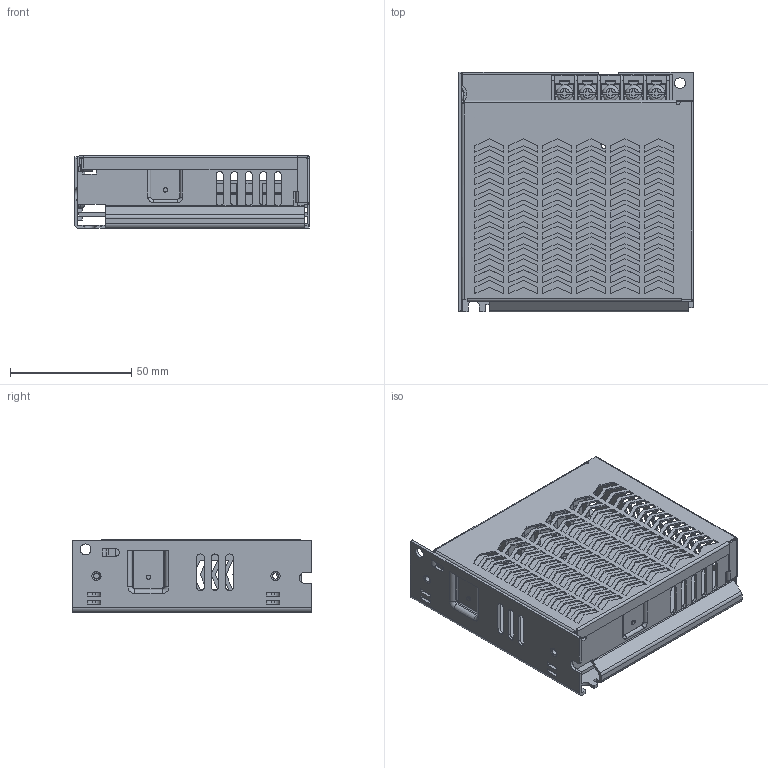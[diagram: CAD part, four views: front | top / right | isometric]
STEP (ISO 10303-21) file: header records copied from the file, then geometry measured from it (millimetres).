
FILE_DESCRIPTION(/* description */ (''),/* implementation_level */ '2;1');
FILE_NAME(/* name */ 'MTS075.stp',/* time_stamp */ '2023-07-21T15:34:12+08:00',/* author */ (''),/* organization */ (''),/* preprocessor_version */ 'ST-DEVELOPER v19.3',/* originating_system */ 'SIEMENS PLM Software NX2212.3001',/* authorisation */ '');
FILE_SCHEMA (('AP203_CONFIGURATION_CONTROLLED_3D_DESIGN_OF_MECHANICAL_PARTS_AND_ASSEMBLIES_MIM_LF { 1 0 10303 403 2 1 2}'));
Length unit declared in the file: millimetre
Products named in the file (6): A01J1DZP0000016; MTS075-A01P01; A04WJJSK0000084; A04WJJSK0000085; MTS075-A01_MODEL; MTS075
Assembly tree (5 placements, depth 3):
  MTS075
    A04WJJSK0000085
    A04WJJSK0000084
    MTS075-A01_MODEL
      MTS075-A01P01
      A01J1DZP0000016
Bounding box: 97.05 x 99 x 30 mm (x, y, z)
Volume: 41512.4 mm3; surface area: 75574 mm2
Topology: 4 solids, 4 shells, 1630 faces, 5036 edges, 3417 vertices
Faces by surface type: plane 1278, cylinder 288, torus 34, bspline 18, cone 11, extrusion 1
Full cylindrical faces by diameter (mm): 1.8 x2, 1.9 x1, 2.3 x1, 2.5 x4, 3.33 x1, 3.5 x1, 3.7 x2, 3.8 x2, 4.5 x2, 5 x1
Entity records: 58440 total; most frequent: CARTESIAN_POINT 13505, ORIENTED_EDGE 10000, DIRECTION 8103, EDGE_CURVE 5000, VERTEX_POINT 3406, VECTOR 3313, LINE 3312, AXIS2_PLACEMENT_3D 2395
